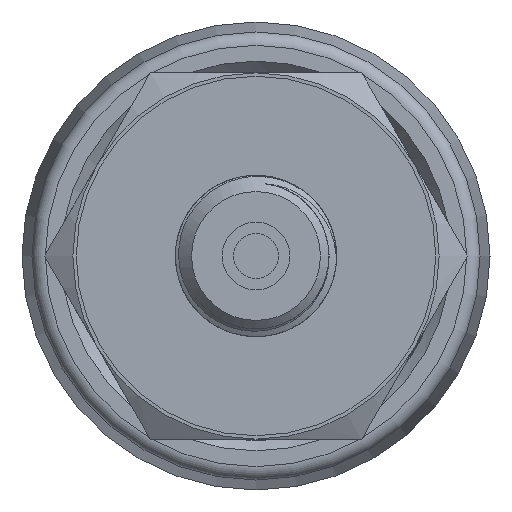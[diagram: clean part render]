
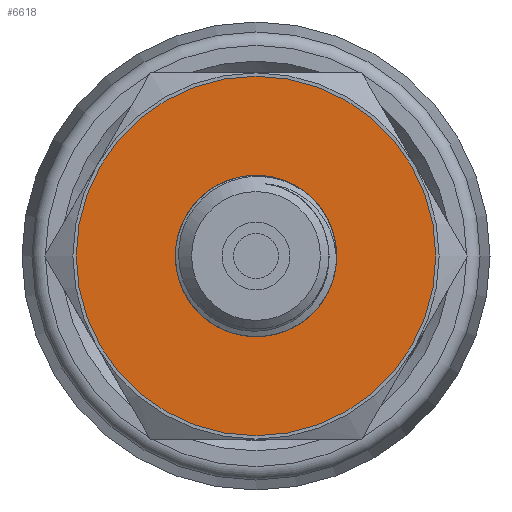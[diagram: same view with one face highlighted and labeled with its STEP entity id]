
A CAD part, left-side view. The second image highlights one B-rep face of the part: STEP entity #6618.
In plain terms, the highlighted planar face has unit normal (-1, 0, 0).
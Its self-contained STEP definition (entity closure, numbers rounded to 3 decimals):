
#349=PLANE('',#6870);
#383=FACE_BOUND('',#1153,.T.);
#750=FACE_OUTER_BOUND('',#1152,.T.);
#1152=EDGE_LOOP('',(#6010));
#1153=EDGE_LOOP('',(#6011));
#1254=CIRCLE('',#6847,13.25);
#1265=CIRCLE('',#6867,5.942);
#3112=VERTEX_POINT('',#16855);
#3122=VERTEX_POINT('',#18091);
#4070=EDGE_CURVE('',#3112,#3112,#1254,.T.);
#4094=EDGE_CURVE('',#3122,#3122,#1265,.T.);
#6010=ORIENTED_EDGE('',*,*,#4070,.T.);
#6011=ORIENTED_EDGE('',*,*,#4094,.T.);
#6618=ADVANCED_FACE('',(#750,#383),#349,.T.);
#6847=AXIS2_PLACEMENT_3D('',#16856,#7535,#7536);
#6867=AXIS2_PLACEMENT_3D('',#18092,#7578,#7579);
#6870=AXIS2_PLACEMENT_3D('',#18466,#7585,#7586);
#7535=DIRECTION('center_axis',(-1.,0.,0.));
#7536=DIRECTION('ref_axis',(0.,1.,0.));
#7578=DIRECTION('center_axis',(1.,0.,0.));
#7579=DIRECTION('ref_axis',(0.,1.,0.));
#7585=DIRECTION('center_axis',(-1.,0.,0.));
#7586=DIRECTION('ref_axis',(0.,0.,1.));
#16855=CARTESIAN_POINT('',(-47.,-13.25,0.));
#16856=CARTESIAN_POINT('Origin',(-47.,0.,0.));
#18091=CARTESIAN_POINT('',(-47.,-5.942,0.));
#18092=CARTESIAN_POINT('Origin',(-47.,0.,0.));
#18466=CARTESIAN_POINT('Origin',(-47.,13.5,0.));
